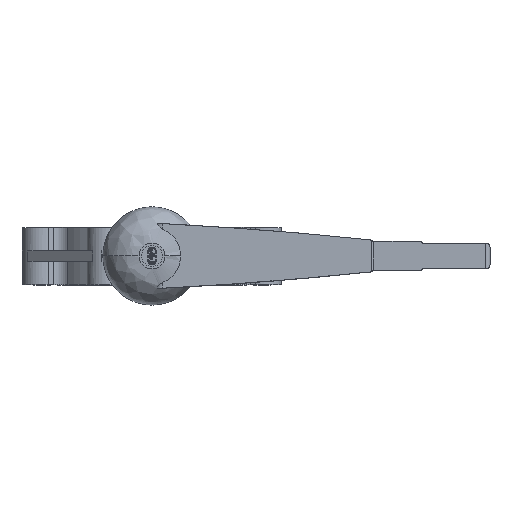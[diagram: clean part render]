
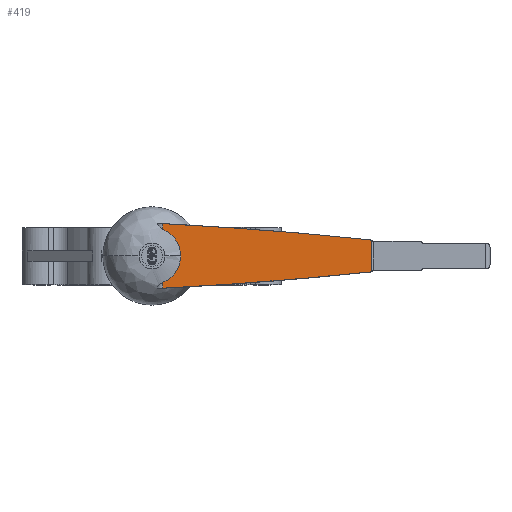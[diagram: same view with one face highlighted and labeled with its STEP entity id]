
A CAD part, top view. The second image highlights one B-rep face of the part: STEP entity #419.
In plain terms, the highlighted planar face has unit normal (0, 0, 1).
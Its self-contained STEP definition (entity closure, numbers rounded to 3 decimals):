
#419=ADVANCED_FACE('',(#1138),#1139,.T.);
#1138=FACE_OUTER_BOUND('',#2274,.T.);
#1139=PLANE('',#2275);
#2274=EDGE_LOOP('',(#3363,#3364,#3365,#3366,#3367,#3368,#3369,#3370,#3371));
#2275=AXIS2_PLACEMENT_3D('',#3372,#3373,#3374);
#3363=ORIENTED_EDGE('',*,*,#6509,.T.);
#3364=ORIENTED_EDGE('',*,*,#6531,.T.);
#3365=ORIENTED_EDGE('',*,*,#6546,.F.);
#3366=ORIENTED_EDGE('',*,*,#6547,.T.);
#3367=ORIENTED_EDGE('',*,*,#6548,.T.);
#3368=ORIENTED_EDGE('',*,*,#6549,.F.);
#3369=ORIENTED_EDGE('',*,*,#6550,.T.);
#3370=ORIENTED_EDGE('',*,*,#6541,.T.);
#3371=ORIENTED_EDGE('',*,*,#6551,.F.);
#3372=CARTESIAN_POINT('',(3.484,41.,53.5));
#3373=DIRECTION('',(0.0,0.0,1.0));
#3374=DIRECTION('',(1.0,-0.0,0.0));
#6509=EDGE_CURVE('',#7792,#7790,#7793,.T.);
#6531=EDGE_CURVE('',#7790,#7826,#7828,.T.);
#6541=EDGE_CURVE('',#7840,#7838,#7841,.T.);
#6546=EDGE_CURVE('',#7848,#7826,#7849,.T.);
#6547=EDGE_CURVE('',#7848,#7850,#7851,.T.);
#6548=EDGE_CURVE('',#7850,#7852,#7853,.T.);
#6549=EDGE_CURVE('',#7854,#7852,#7855,.T.);
#6550=EDGE_CURVE('',#7854,#7840,#7856,.T.);
#6551=EDGE_CURVE('',#7792,#7838,#7857,.T.);
#7790=VERTEX_POINT('',#9698);
#7792=VERTEX_POINT('',#9709);
#7793=CIRCLE('',#9710,35.615);
#7826=VERTEX_POINT('',#9818);
#7828=CIRCLE('',#9832,35.615);
#7838=VERTEX_POINT('',#9843);
#7840=VERTEX_POINT('',#9852);
#7841=CIRCLE('',#9853,4865.165);
#7848=VERTEX_POINT('',#9866);
#7849=LINE('',#9867,#9868);
#7850=VERTEX_POINT('',#9869);
#7851=CIRCLE('',#9870,4865.165);
#7852=VERTEX_POINT('',#9871);
#7853=CIRCLE('',#9872,5.0);
#7854=VERTEX_POINT('',#9873);
#7855=LINE('',#9874,#9875);
#7856=CIRCLE('',#9876,5.0);
#7857=LINE('',#9877,#9878);
#9698=CARTESIAN_POINT('',(35.615,0.,53.5));
#9709=CARTESIAN_POINT('',(13.484,32.964,53.5));
#9710=AXIS2_PLACEMENT_3D('',#12521,#12522,#12523);
#9818=CARTESIAN_POINT('',(13.484,-32.964,53.5));
#9832=AXIS2_PLACEMENT_3D('',#12541,#12542,#12543);
#9843=CARTESIAN_POINT('',(13.484,40.124,53.5));
#9852=CARTESIAN_POINT('',(270.884,19.976,53.5));
#9853=AXIS2_PLACEMENT_3D('',#12554,#12555,#12556);
#9866=CARTESIAN_POINT('',(13.484,-40.124,53.5));
#9867=CARTESIAN_POINT('',(13.484,-40.124,53.5));
#9868=VECTOR('',#12561,7.16);
#9869=CARTESIAN_POINT('',(270.884,-19.976,53.5));
#9870=AXIS2_PLACEMENT_3D('',#12562,#12563,#12564);
#9871=CARTESIAN_POINT('',(272.535,-19.57,53.5));
#9872=AXIS2_PLACEMENT_3D('',#12565,#12566,#12567);
#9873=CARTESIAN_POINT('',(272.535,19.57,53.5));
#9874=CARTESIAN_POINT('',(272.535,19.57,53.5));
#9875=VECTOR('',#12568,39.141);
#9876=AXIS2_PLACEMENT_3D('',#12569,#12570,#12571);
#9877=CARTESIAN_POINT('',(13.484,32.964,53.5));
#9878=VECTOR('',#12572,7.16);
#12521=CARTESIAN_POINT('',(0.0,0.0,53.5));
#12522=DIRECTION('',(0.0,0.0,-1.0));
#12523=DIRECTION('',(1.0,0.0,0.0));
#12541=CARTESIAN_POINT('',(0.0,0.0,53.5));
#12542=DIRECTION('',(0.0,0.0,-1.0));
#12543=DIRECTION('',(1.0,0.0,0.0));
#12554=CARTESIAN_POINT('',(-237.35,-4818.571,53.5));
#12555=DIRECTION('',(0.0,0.0,1.0));
#12556=DIRECTION('',(1.0,0.0,0.0));
#12561=DIRECTION('',(0.0,1.0,0.));
#12562=CARTESIAN_POINT('',(-237.35,4818.571,53.5));
#12563=DIRECTION('',(0.0,0.0,1.0));
#12564=DIRECTION('',(1.0,0.0,0.0));
#12565=CARTESIAN_POINT('',(270.535,-14.988,53.5));
#12566=DIRECTION('',(0.0,0.0,1.0));
#12567=DIRECTION('',(1.0,0.0,0.0));
#12568=DIRECTION('',(0.0,-1.0,0.0));
#12569=CARTESIAN_POINT('',(270.535,14.988,53.5));
#12570=DIRECTION('',(0.0,0.0,1.0));
#12571=DIRECTION('',(1.0,0.0,0.0));
#12572=DIRECTION('',(0.0,1.0,0.));
